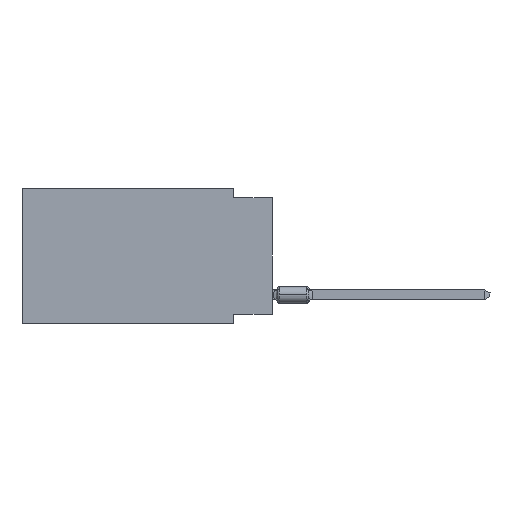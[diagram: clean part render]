
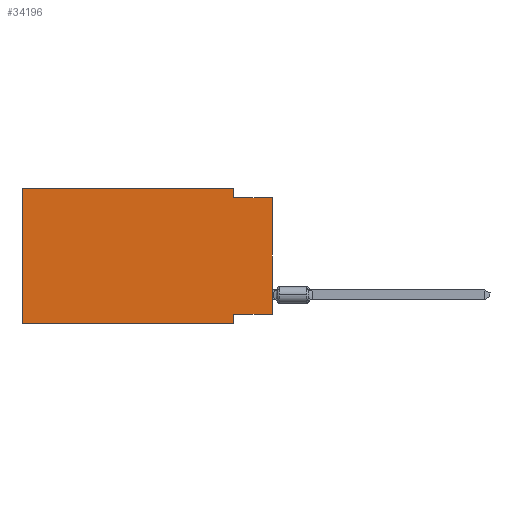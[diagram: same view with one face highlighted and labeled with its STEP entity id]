
A CAD part, left-side view. The second image highlights one B-rep face of the part: STEP entity #34196.
In plain terms, the highlighted planar face has unit normal (-1, 0, 0).
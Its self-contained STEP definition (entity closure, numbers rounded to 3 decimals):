
#3821 = VERTEX_POINT ( 'NONE', #102988 ) ;
#7733 = EDGE_CURVE ( 'NONE', #60329, #51363, #29526, .T. ) ;
#7972 = VECTOR ( 'NONE', #66308, 1000. ) ;
#11052 = CARTESIAN_POINT ( 'NONE',  ( 0., 16.383, 0. ) ) ;
#11512 = DIRECTION ( 'NONE',  ( 0., -1., 0. ) ) ;
#13016 = DIRECTION ( 'NONE',  ( 0., 0., -1. ) ) ;
#13162 = AXIS2_PLACEMENT_3D ( 'NONE', #17679, #34563, #90086 ) ;
#13196 = VECTOR ( 'NONE', #13016, 1000. ) ;
#13291 = EDGE_CURVE ( 'NONE', #28316, #82973, #58845, .T. ) ;
#16393 = CARTESIAN_POINT ( 'NONE',  ( 0., 2.54, -8.89 ) ) ;
#16505 = ORIENTED_EDGE ( 'NONE', *, *, #7733, .T. ) ;
#17679 = CARTESIAN_POINT ( 'NONE',  ( 0., 16.383, 0. ) ) ;
#18282 = ORIENTED_EDGE ( 'NONE', *, *, #101697, .F. ) ;
#22032 = VECTOR ( 'NONE', #49861, 1000. ) ;
#22130 = LINE ( 'NONE', #75869, #22032 ) ;
#22304 = CARTESIAN_POINT ( 'NONE',  ( 0., 0., -8.255 ) ) ;
#25190 = ORIENTED_EDGE ( 'NONE', *, *, #25882, .T. ) ;
#25573 = ORIENTED_EDGE ( 'NONE', *, *, #47590, .F. ) ;
#25882 = EDGE_CURVE ( 'NONE', #99467, #42718, #22130, .T. ) ;
#26342 = ORIENTED_EDGE ( 'NONE', *, *, #13291, .F. ) ;
#26730 = PLANE ( 'NONE',  #13162 ) ;
#28316 = VERTEX_POINT ( 'NONE', #51313 ) ;
#29526 = LINE ( 'NONE', #86188, #7972 ) ;
#32069 = CARTESIAN_POINT ( 'NONE',  ( 0., 2.54, -8.89 ) ) ;
#34196 = ADVANCED_FACE ( 'NONE', ( #35165 ), #26730, .F. ) ;
#34563 = DIRECTION ( 'NONE',  ( 1., 0., 0. ) ) ;
#35165 = FACE_OUTER_BOUND ( 'NONE', #56056, .T. ) ;
#37606 = DIRECTION ( 'NONE',  ( 0., 0., 1. ) ) ;
#40683 = VECTOR ( 'NONE', #90000, 1000. ) ;
#42718 = VERTEX_POINT ( 'NONE', #61923 ) ;
#44615 = VECTOR ( 'NONE', #87930, 1000. ) ;
#47590 = EDGE_CURVE ( 'NONE', #3821, #51363, #78553, .T. ) ;
#49449 = EDGE_CURVE ( 'NONE', #82973, #42718, #51710, .T. ) ;
#49861 = DIRECTION ( 'NONE',  ( 0., 0., 1. ) ) ;
#50782 = LINE ( 'NONE', #105690, #76281 ) ;
#51313 = CARTESIAN_POINT ( 'NONE',  ( 0., 2.54, 0. ) ) ;
#51363 = VERTEX_POINT ( 'NONE', #32069 ) ;
#51710 = LINE ( 'NONE', #97586, #44615 ) ;
#54179 = EDGE_CURVE ( 'NONE', #92690, #28316, #57340, .T. ) ;
#56056 = EDGE_LOOP ( 'NONE', ( #25190, #97993, #26342, #112852, #89333, #16505, #25573, #18282 ) ) ;
#57340 = LINE ( 'NONE', #94144, #108677 ) ;
#58845 = LINE ( 'NONE', #95077, #13196 ) ;
#60329 = VERTEX_POINT ( 'NONE', #68142 ) ;
#61923 = CARTESIAN_POINT ( 'NONE',  ( 0., 0., -0.635 ) ) ;
#66308 = DIRECTION ( 'NONE',  ( 0., -1., 0. ) ) ;
#68142 = CARTESIAN_POINT ( 'NONE',  ( 0., 16.383, -8.89 ) ) ;
#75001 = LINE ( 'NONE', #11052, #89242 ) ;
#75869 = CARTESIAN_POINT ( 'NONE',  ( 0., 0., 0. ) ) ;
#76281 = VECTOR ( 'NONE', #96032, 1000. ) ;
#78553 = LINE ( 'NONE', #16393, #40683 ) ;
#82973 = VERTEX_POINT ( 'NONE', #113665 ) ;
#86188 = CARTESIAN_POINT ( 'NONE',  ( 0., 16.383, -8.89 ) ) ;
#87930 = DIRECTION ( 'NONE',  ( 0., -1., 0. ) ) ;
#89242 = VECTOR ( 'NONE', #37606, 1000. ) ;
#89333 = ORIENTED_EDGE ( 'NONE', *, *, #102737, .F. ) ;
#90000 = DIRECTION ( 'NONE',  ( 0., 0., -1. ) ) ;
#90086 = DIRECTION ( 'NONE',  ( 0., 0., -1. ) ) ;
#92690 = VERTEX_POINT ( 'NONE', #101396 ) ;
#94144 = CARTESIAN_POINT ( 'NONE',  ( 0., 16.383, 0. ) ) ;
#95077 = CARTESIAN_POINT ( 'NONE',  ( 0., 2.54, 0. ) ) ;
#96032 = DIRECTION ( 'NONE',  ( 0., 1., 0. ) ) ;
#97586 = CARTESIAN_POINT ( 'NONE',  ( 0., 0., -0.635 ) ) ;
#97993 = ORIENTED_EDGE ( 'NONE', *, *, #49449, .F. ) ;
#99467 = VERTEX_POINT ( 'NONE', #22304 ) ;
#101396 = CARTESIAN_POINT ( 'NONE',  ( 0., 16.383, 0. ) ) ;
#101697 = EDGE_CURVE ( 'NONE', #99467, #3821, #50782, .T. ) ;
#102737 = EDGE_CURVE ( 'NONE', #60329, #92690, #75001, .T. ) ;
#102988 = CARTESIAN_POINT ( 'NONE',  ( 0., 2.54, -8.255 ) ) ;
#105690 = CARTESIAN_POINT ( 'NONE',  ( 0., 0., -8.255 ) ) ;
#108677 = VECTOR ( 'NONE', #11512, 1000. ) ;
#112852 = ORIENTED_EDGE ( 'NONE', *, *, #54179, .F. ) ;
#113665 = CARTESIAN_POINT ( 'NONE',  ( 0., 2.54, -0.635 ) ) ;
